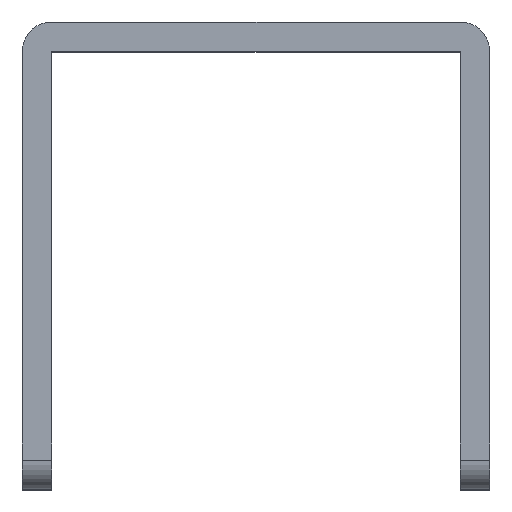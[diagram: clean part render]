
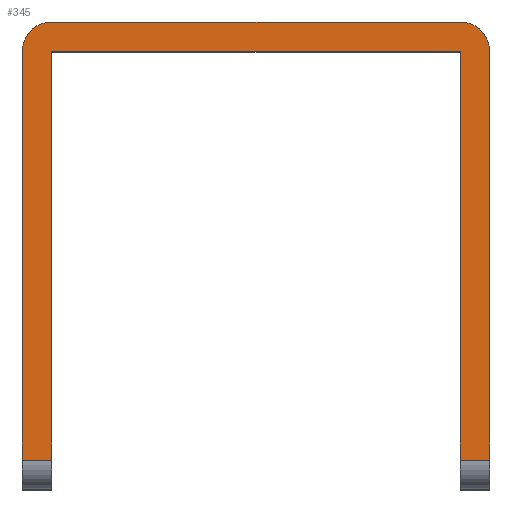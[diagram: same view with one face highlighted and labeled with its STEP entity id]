
A CAD part, top view. The second image highlights one B-rep face of the part: STEP entity #345.
In plain terms, the highlighted planar face has unit normal (0, 0, 1).
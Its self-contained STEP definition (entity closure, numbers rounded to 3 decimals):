
#8 = AXIS2_PLACEMENT_3D ( 'NONE', #979, #973, #970 ) ;
#15 = CARTESIAN_POINT ( 'NONE',  ( -16., -14., 0. ) ) ;
#60 = EDGE_LOOP ( 'NONE', ( #184, #186, #194, #198, #199, #201, #204, #209, #212, #217 ) ) ;
#96 = EDGE_CURVE ( 'NONE', #301, #337, #2425, .T. ) ;
#167 = EDGE_CURVE ( 'NONE', #193, #301, #1713, .T. ) ;
#184 = ORIENTED_EDGE ( 'NONE', *, *, #448, .T. ) ;
#186 = ORIENTED_EDGE ( 'NONE', *, *, #686, .T. ) ;
#189 = CARTESIAN_POINT ( 'NONE',  ( 0., -14., 0. ) ) ;
#193 = VERTEX_POINT ( 'NONE', #472 ) ;
#194 = ORIENTED_EDGE ( 'NONE', *, *, #293, .T. ) ;
#198 = ORIENTED_EDGE ( 'NONE', *, *, #644, .T. ) ;
#199 = ORIENTED_EDGE ( 'NONE', *, *, #2111, .T. ) ;
#201 = ORIENTED_EDGE ( 'NONE', *, *, #273, .T. ) ;
#204 = ORIENTED_EDGE ( 'NONE', *, *, #415, .T. ) ;
#209 = ORIENTED_EDGE ( 'NONE', *, *, #1711, .T. ) ;
#212 = ORIENTED_EDGE ( 'NONE', *, *, #167, .T. ) ;
#217 = ORIENTED_EDGE ( 'NONE', *, *, #96, .T. ) ;
#264 = VERTEX_POINT ( 'NONE', #15 ) ;
#273 = EDGE_CURVE ( 'NONE', #824, #1841, #570, .T. ) ;
#283 = CARTESIAN_POINT ( 'NONE',  ( 16., 14., 0. ) ) ;
#293 = EDGE_CURVE ( 'NONE', #341, #413, #492, .T. ) ;
#301 = VERTEX_POINT ( 'NONE', #2168 ) ;
#337 = VERTEX_POINT ( 'NONE', #1931 ) ;
#341 = VERTEX_POINT ( 'NONE', #1909 ) ;
#345 = ADVANCED_FACE ( 'NONE', ( #897 ), #1919, .T. ) ;
#408 = VERTEX_POINT ( 'NONE', #1683 ) ;
#413 = VERTEX_POINT ( 'NONE', #1458 ) ;
#415 = EDGE_CURVE ( 'NONE', #1841, #652, #600, .T. ) ;
#423 = CARTESIAN_POINT ( 'NONE',  ( -14., 14., 0. ) ) ;
#448 = EDGE_CURVE ( 'NONE', #337, #264, #901, .T. ) ;
#451 = DIRECTION ( 'NONE',  ( 1., 0., 0. ) ) ;
#461 = VECTOR ( 'NONE', #1382, 1000. ) ;
#472 = CARTESIAN_POINT ( 'NONE',  ( 14., 16., 0. ) ) ;
#475 = VECTOR ( 'NONE', #1263, 1000. ) ;
#492 = LINE ( 'NONE', #2250, #960 ) ;
#570 = LINE ( 'NONE', #189, #2504 ) ;
#594 = CARTESIAN_POINT ( 'NONE',  ( -16., 16., 0. ) ) ;
#600 = LINE ( 'NONE', #1384, #461 ) ;
#638 = DIRECTION ( 'NONE',  ( -1., 0., 0. ) ) ;
#644 = EDGE_CURVE ( 'NONE', #413, #408, #1871, .T. ) ;
#650 = CARTESIAN_POINT ( 'NONE',  ( -16., 16., 0. ) ) ;
#652 = VERTEX_POINT ( 'NONE', #283 ) ;
#686 = EDGE_CURVE ( 'NONE', #264, #341, #1567, .T. ) ;
#824 = VERTEX_POINT ( 'NONE', #1069 ) ;
#838 = DIRECTION ( 'NONE',  ( 0., -1., 0. ) ) ;
#897 = FACE_OUTER_BOUND ( 'NONE', #60, .T. ) ;
#901 = LINE ( 'NONE', #594, #1537 ) ;
#960 = VECTOR ( 'NONE', #2177, 1000. ) ;
#970 = DIRECTION ( 'NONE',  ( 1., 0., 0. ) ) ;
#973 = DIRECTION ( 'NONE',  ( 0., 0., 1. ) ) ;
#979 = CARTESIAN_POINT ( 'NONE',  ( -14., 14., 0. ) ) ;
#1069 = CARTESIAN_POINT ( 'NONE',  ( 14., -14., 0. ) ) ;
#1156 = CARTESIAN_POINT ( 'NONE',  ( 14., 14., 0. ) ) ;
#1263 = DIRECTION ( 'NONE',  ( 0., -1., 0. ) ) ;
#1382 = DIRECTION ( 'NONE',  ( 0., 1., 0. ) ) ;
#1384 = CARTESIAN_POINT ( 'NONE',  ( 16., 16., 0. ) ) ;
#1458 = CARTESIAN_POINT ( 'NONE',  ( -14., 14., 0. ) ) ;
#1525 = VECTOR ( 'NONE', #1984, 1000. ) ;
#1537 = VECTOR ( 'NONE', #838, 1000. ) ;
#1567 = LINE ( 'NONE', #2370, #1525 ) ;
#1659 = CARTESIAN_POINT ( 'NONE',  ( 16., -14., 0. ) ) ;
#1683 = CARTESIAN_POINT ( 'NONE',  ( 14., 14., 0. ) ) ;
#1711 = EDGE_CURVE ( 'NONE', #652, #193, #1971, .T. ) ;
#1713 = LINE ( 'NONE', #650, #1833 ) ;
#1741 = DIRECTION ( 'NONE',  ( 1., 0., 0. ) ) ;
#1744 = DIRECTION ( 'NONE',  ( 0., 0., 1. ) ) ;
#1749 = CARTESIAN_POINT ( 'NONE',  ( 14., 14., 0. ) ) ;
#1825 = LINE ( 'NONE', #1156, #475 ) ;
#1826 = VECTOR ( 'NONE', #451, 1000. ) ;
#1833 = VECTOR ( 'NONE', #638, 1000. ) ;
#1841 = VERTEX_POINT ( 'NONE', #1659 ) ;
#1868 = DIRECTION ( 'NONE',  ( 1., 0., 0. ) ) ;
#1871 = LINE ( 'NONE', #423, #1826 ) ;
#1873 = DIRECTION ( 'NONE',  ( 0., 0., 1. ) ) ;
#1874 = CARTESIAN_POINT ( 'NONE',  ( 0., 0., 0. ) ) ;
#1909 = CARTESIAN_POINT ( 'NONE',  ( -14., -14., 0. ) ) ;
#1919 = PLANE ( 'NONE',  #2096 ) ;
#1931 = CARTESIAN_POINT ( 'NONE',  ( -16., 14., 0. ) ) ;
#1971 = CIRCLE ( 'NONE', #2316, 2. ) ;
#1984 = DIRECTION ( 'NONE',  ( 1., 0., 0. ) ) ;
#2096 = AXIS2_PLACEMENT_3D ( 'NONE', #1874, #1873, #1868 ) ;
#2111 = EDGE_CURVE ( 'NONE', #408, #824, #1825, .T. ) ;
#2168 = CARTESIAN_POINT ( 'NONE',  ( -14., 16., 0. ) ) ;
#2177 = DIRECTION ( 'NONE',  ( 0., 1., 0. ) ) ;
#2241 = DIRECTION ( 'NONE',  ( 1., 0., 0. ) ) ;
#2250 = CARTESIAN_POINT ( 'NONE',  ( -14., 14., 0. ) ) ;
#2316 = AXIS2_PLACEMENT_3D ( 'NONE', #1749, #1744, #1741 ) ;
#2370 = CARTESIAN_POINT ( 'NONE',  ( 0., -14., 0. ) ) ;
#2425 = CIRCLE ( 'NONE', #8, 2. ) ;
#2504 = VECTOR ( 'NONE', #2241, 1000. ) ;
